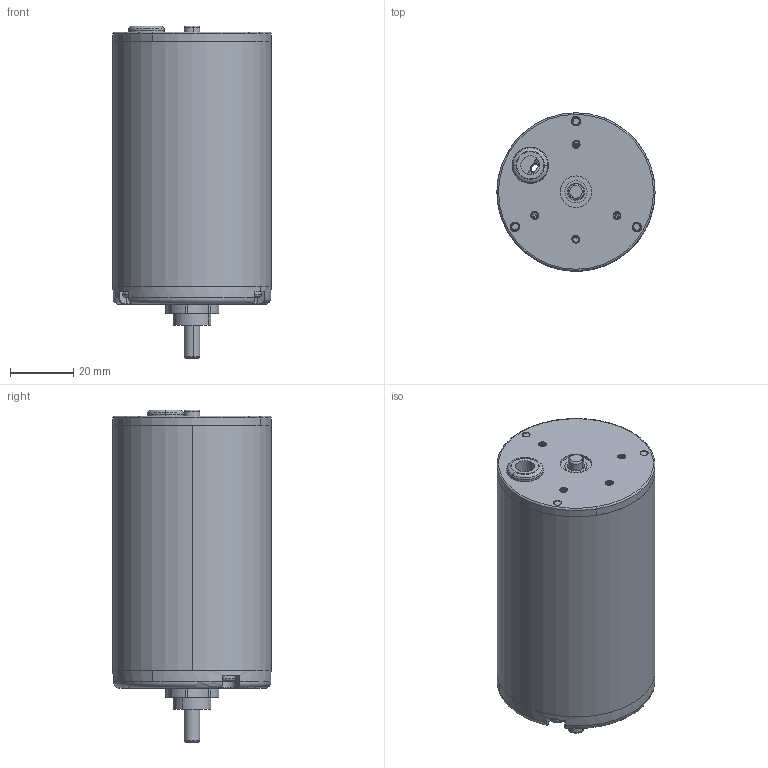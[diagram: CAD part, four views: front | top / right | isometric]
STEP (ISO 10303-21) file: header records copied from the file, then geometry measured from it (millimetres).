
FILE_DESCRIPTION (( 'STEP AP203' ), '1' );
FILE_NAME ('5086µç»ú×°Åä.STEP', '2024-07-12T08:22:34', ( 'China' ), ( 'Home' ), 'SwSTEP 2.0', 'SolidWorks 2020', '' );
FILE_SCHEMA (( 'CONFIG_CONTROL_DESIGN' ));
Length unit declared in the file: millimetre
Products named in the file (16): 625zz; 5.0肣遠; 5-105粣; 5074俋褲; 50綴盄殤; 5.0-50蛌赽郋え; 誘盄杶; 5086萇儂蚾饜; 5086隅赽蚾饜; 5074ヶ裔; M3-82蹟佪; 5074綴裔; 5086棠坒え; 5067ヶ盄殤; 5086蛌赽郪璃; 5086隅赽郋え
Assembly tree (28 placements, depth 3):
  5086萇儂蚾饜
    5074俋褲
    5086隅赽蚾饜
      5086隅赽郋え
      5067ヶ盄殤
      50綴盄殤
    625zz  x2
    5074ヶ裔
    5074綴裔
    5086蛌赽郪璃
      5.0-50蛌赽郋え
      5-105粣
      5.0肣遠  x2
      5086棠坒え  x10
    M3-82蹟佪  x3
    誘盄杶
Bounding box: 50 x 50 x 105 mm (x, y, z)
Volume: 97688.2 mm3; surface area: 112155.6 mm2
Topology: 26 solids, 26 shells, 2815 faces, 7526 edges, 4775 vertices
Faces by surface type: cylinder 1329, plane 645, bspline 397, cone 224, torus 220
Entity records: 112112 total; most frequent: CARTESIAN_POINT 48664, ORIENTED_EDGE 13864, DIRECTION 12177, EDGE_CURVE 6932, AXIS2_PLACEMENT_3D 4753, VERTEX_POINT 4395, VECTOR 2671, LINE 2671
